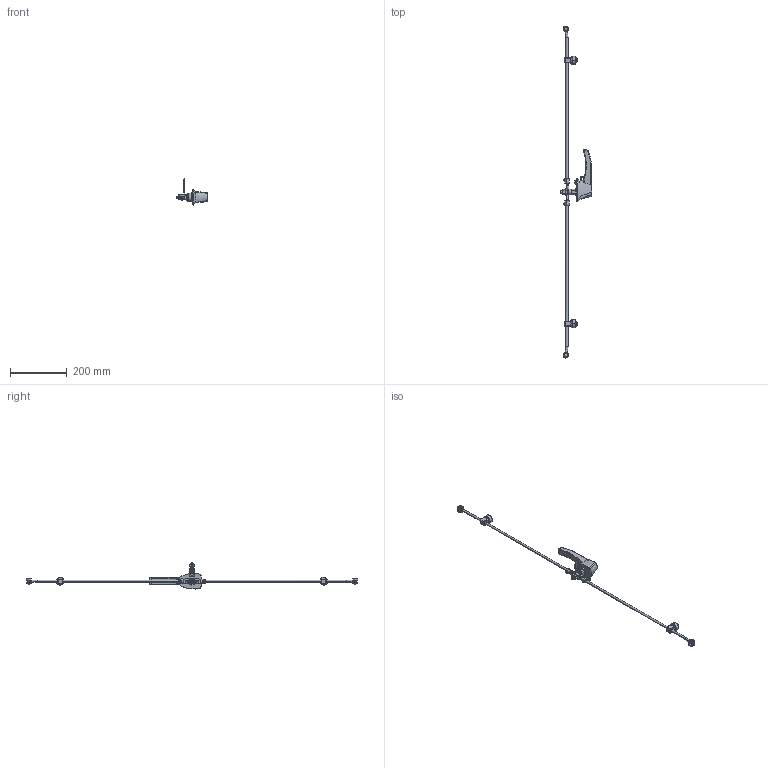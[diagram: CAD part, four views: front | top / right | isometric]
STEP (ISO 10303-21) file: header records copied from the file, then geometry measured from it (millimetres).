
FILE_DESCRIPTION (( 'STEP AP214' ), '1' );
FILE_NAME ('MHKD2SS.STEP', '2019-07-17T22:23:51', ( '' ), ( '' ), 'SwSTEP 2.0', 'SolidWorks 2018', '' );
FILE_SCHEMA (( 'AUTOMOTIVE_DESIGN' ));
Length unit declared in the file: inch
Products named in the file (1): MHKD2SS
Bounding box: 111.71 x 1166.14 x 91.38 mm (x, y, z)
Volume: 274326.9 mm3; surface area: 90129.5 mm2
Topology: 30 solids, 30 shells, 536 faces, 1250 edges, 785 vertices
Faces by surface type: plane 236, cylinder 211, bspline 79, cone 10
Entity records: 32668 total; most frequent: CARTESIAN_POINT 13476, ORIENTED_EDGE 2464, DIRECTION 2356, EDGE_CURVE 1232, AXIS2_PLACEMENT_3D 882, VERTEX_POINT 785, EDGE_LOOP 615, VECTOR 592
